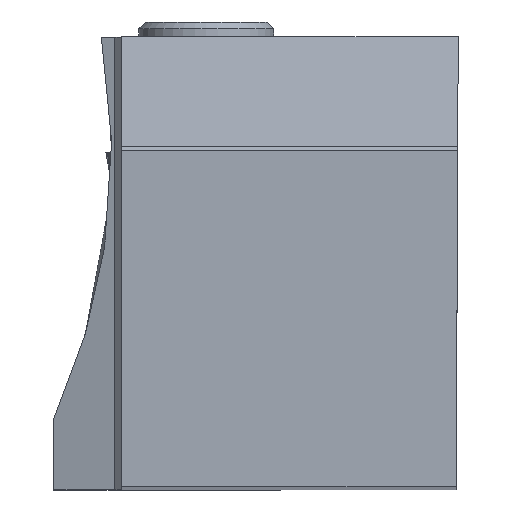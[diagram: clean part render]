
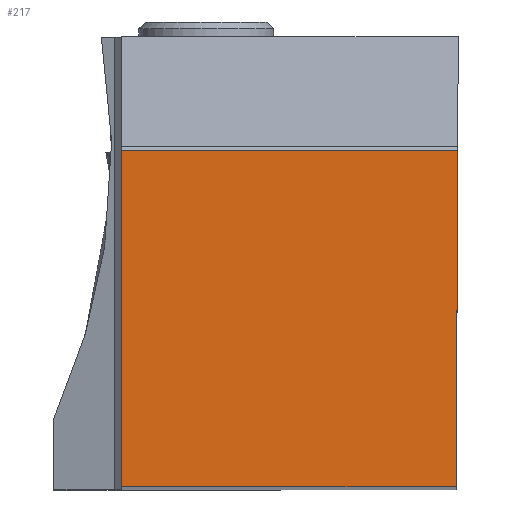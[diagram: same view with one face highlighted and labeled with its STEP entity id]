
A CAD part, top view. The second image highlights one B-rep face of the part: STEP entity #217.
In plain terms, the highlighted planar face has unit normal (0, 0, 1).
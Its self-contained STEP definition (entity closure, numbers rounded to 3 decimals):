
#217=ADVANCED_FACE('BLANK_BOXF006',(#336),#261,.F.);
#261=PLANE('',#1645);
#336=FACE_OUTER_BOUND('',#416,.T.);
#416=EDGE_LOOP('',(#786,#787,#788,#789));
#786=ORIENTED_EDGE('',*,*,#1186,.F.);
#787=ORIENTED_EDGE('',*,*,#1176,.F.);
#788=ORIENTED_EDGE('',*,*,#1185,.F.);
#789=ORIENTED_EDGE('',*,*,#1187,.F.);
#989=VERTEX_POINT('',#3623);
#990=VERTEX_POINT('',#3625);
#995=VERTEX_POINT('',#3640);
#996=VERTEX_POINT('',#3644);
#1176=EDGE_CURVE('',#989,#990,#1294,.T.);
#1185=EDGE_CURVE('',#995,#989,#1303,.T.);
#1186=EDGE_CURVE('',#990,#996,#1304,.T.);
#1187=EDGE_CURVE('',#996,#995,#1305,.T.);
#1294=LINE('',#3624,#1420);
#1303=LINE('',#3641,#1429);
#1304=LINE('',#3643,#1430);
#1305=LINE('',#3645,#1431);
#1420=VECTOR('',#1912,1.);
#1429=VECTOR('',#1925,1.);
#1430=VECTOR('',#1928,1.);
#1431=VECTOR('',#1929,1.);
#1645=AXIS2_PLACEMENT_3D('',#3646,#1930,#1931);
#1912=DIRECTION('',(-1.,0.,0.));
#1925=DIRECTION('',(-0.004,-1.,0.));
#1928=DIRECTION('',(0.,1.,0.));
#1929=DIRECTION('',(1.,0.,0.));
#1930=DIRECTION('',(0.,0.,-1.));
#1931=DIRECTION('',(0.,-1.,0.));
#3623=CARTESIAN_POINT('',(-0.109,0.,0.));
#3624=CARTESIAN_POINT('',(150.45,0.,0.));
#3625=CARTESIAN_POINT('',(-24.875,0.,0.));
#3640=CARTESIAN_POINT('',(0.,24.875,0.));
#3641=CARTESIAN_POINT('',(0.548,150.449,0.));
#3643=CARTESIAN_POINT('',(-24.875,-150.45,0.));
#3644=CARTESIAN_POINT('',(-24.875,24.875,0.));
#3645=CARTESIAN_POINT('',(-150.45,24.875,0.));
#3646=CARTESIAN_POINT('',(-29.887,-5.,0.));
